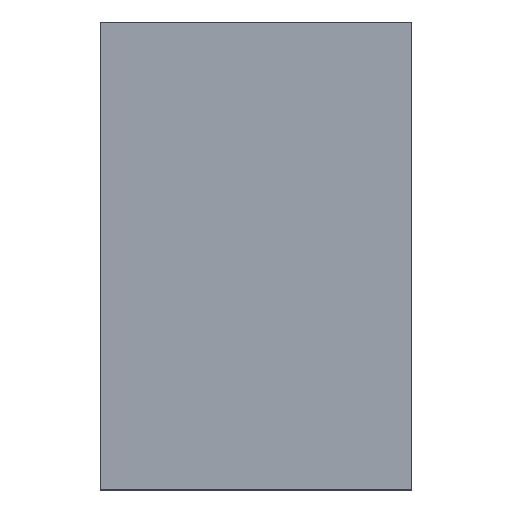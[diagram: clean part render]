
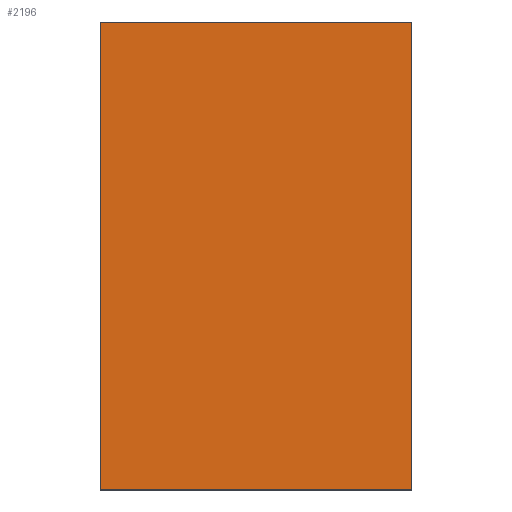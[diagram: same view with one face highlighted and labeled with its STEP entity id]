
A CAD part, top view. The second image highlights one B-rep face of the part: STEP entity #2196.
In plain terms, the highlighted face is planar.
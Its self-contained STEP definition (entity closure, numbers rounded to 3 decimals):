
#1058=DIRECTION('',(0.,0.,1.));
#1059=VECTOR('',#1058,2.);
#1060=CARTESIAN_POINT('',(-1.5,0.71,-1.));
#1061=LINE('',#1060,#1059);
#1065=DIRECTION('',(-1.,0.,0.));
#1066=VECTOR('',#1065,3.);
#1067=CARTESIAN_POINT('',(1.5,0.71,-1.));
#1068=LINE('',#1067,#1066);
#1072=DIRECTION('',(0.,0.,-1.));
#1073=VECTOR('',#1072,2.);
#1074=CARTESIAN_POINT('',(1.5,0.71,1.));
#1075=LINE('',#1074,#1073);
#1079=DIRECTION('',(1.,0.,0.));
#1080=VECTOR('',#1079,3.);
#1081=CARTESIAN_POINT('',(-1.5,0.71,1.));
#1082=LINE('',#1081,#1080);
#1423=CARTESIAN_POINT('',(-1.5,0.71,-1.));
#1424=CARTESIAN_POINT('',(-1.5,0.71,1.));
#1425=VERTEX_POINT('',#1423);
#1426=VERTEX_POINT('',#1424);
#1427=CARTESIAN_POINT('',(1.5,0.71,1.));
#1428=VERTEX_POINT('',#1427);
#1429=CARTESIAN_POINT('',(1.5,0.71,-1.));
#1430=VERTEX_POINT('',#1429);
#2185=CARTESIAN_POINT('',(0.,0.71,0.));
#2186=DIRECTION('',(0.,1.,0.));
#2187=DIRECTION('',(1.,0.,0.));
#2188=AXIS2_PLACEMENT_3D('',#2185,#2186,#2187);
#2189=PLANE('',#2188);
#2190=ORIENTED_EDGE('',*,*,#2048,.F.);
#2191=ORIENTED_EDGE('',*,*,#2083,.F.);
#2192=ORIENTED_EDGE('',*,*,#2161,.F.);
#2193=ORIENTED_EDGE('',*,*,#1799,.F.);
#2194=EDGE_LOOP('',(#2190,#2191,#2192,#2193));
#2195=FACE_OUTER_BOUND('',#2194,.F.);
#1799=EDGE_CURVE('',#1426,#1428,#1082,.T.);
#2048=EDGE_CURVE('',#1425,#1426,#1061,.T.);
#2083=EDGE_CURVE('',#1430,#1425,#1068,.T.);
#2161=EDGE_CURVE('',#1428,#1430,#1075,.T.);
#2196=ADVANCED_FACE('',(#2195),#2189,.T.);
